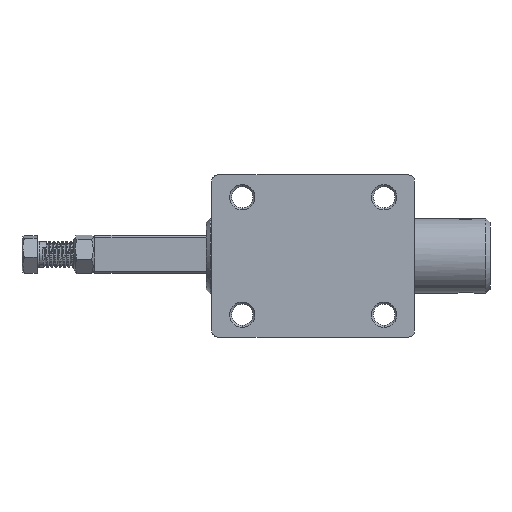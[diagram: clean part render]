
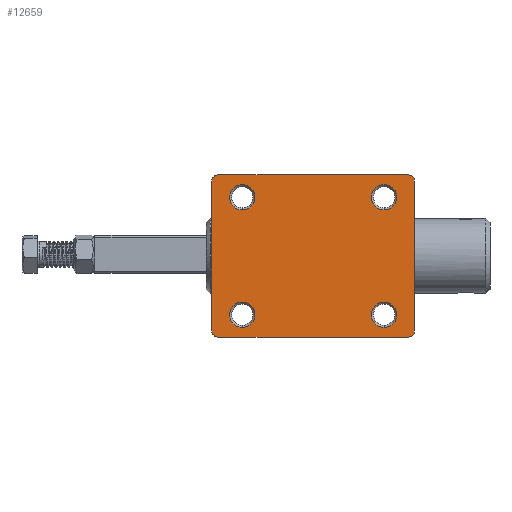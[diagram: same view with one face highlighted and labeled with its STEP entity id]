
A CAD part, front view. The second image highlights one B-rep face of the part: STEP entity #12659.
In plain terms, the highlighted planar face has unit normal (0, -1, 0).
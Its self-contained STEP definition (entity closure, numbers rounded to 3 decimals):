
#862 = DIRECTION ( 'NONE',  ( -1., 0., 0. ) ) ;
#877 = DIRECTION ( 'NONE',  ( 0., 1., 0. ) ) ;
#1452 = DIRECTION ( 'NONE',  ( 0., 1., 0. ) ) ;
#1588 = EDGE_CURVE ( 'NONE', #29694, #9886, #11489, .T. ) ;
#1954 = AXIS2_PLACEMENT_3D ( 'NONE', #33321, #5320, #37964 ) ;
#2352 = DIRECTION ( 'NONE',  ( 0., -1., 0. ) ) ;
#2676 = AXIS2_PLACEMENT_3D ( 'NONE', #13624, #46193, #18365 ) ;
#3217 = VERTEX_POINT ( 'NONE', #44290 ) ;
#3333 = FACE_BOUND ( 'NONE', #22819, .T. ) ;
#4173 = DIRECTION ( 'NONE',  ( 0., -1., 0. ) ) ;
#4841 = VERTEX_POINT ( 'NONE', #5767 ) ;
#5320 = DIRECTION ( 'NONE',  ( 0., 1., 0. ) ) ;
#5767 = CARTESIAN_POINT ( 'NONE',  ( -53.179, -29.241, -22.75 ) ) ;
#6213 = EDGE_CURVE ( 'NONE', #59423, #36556, #30896, .T. ) ;
#6225 = EDGE_CURVE ( 'NONE', #56609, #4841, #7473, .T. ) ;
#6362 = VERTEX_POINT ( 'NONE', #52010 ) ;
#7473 = CIRCLE ( 'NONE', #2676, 6.25 ) ;
#8088 = CIRCLE ( 'NONE', #58655, 6.25 ) ;
#8286 = CIRCLE ( 'NONE', #38468, 3. ) ;
#8435 = ORIENTED_EDGE ( 'NONE', *, *, #34161, .T. ) ;
#8485 = EDGE_CURVE ( 'NONE', #9886, #29694, #34285, .T. ) ;
#8537 = VERTEX_POINT ( 'NONE', #37757 ) ;
#8808 = DIRECTION ( 'NONE',  ( 0., 1., 0. ) ) ;
#8819 = DIRECTION ( 'NONE',  ( 0., 1., 0. ) ) ;
#9046 = VERTEX_POINT ( 'NONE', #55703 ) ;
#9449 = CARTESIAN_POINT ( 'NONE',  ( 28.821, -29.241, 40. ) ) ;
#9534 = CARTESIAN_POINT ( 'NONE',  ( 31.821, -29.241, 0. ) ) ;
#9886 = VERTEX_POINT ( 'NONE', #43114 ) ;
#9922 = DIRECTION ( 'NONE',  ( 0., -1., 0. ) ) ;
#10349 = ORIENTED_EDGE ( 'NONE', *, *, #58979, .T. ) ;
#10431 = CARTESIAN_POINT ( 'NONE',  ( -68.179, -29.241, 0. ) ) ;
#10592 = DIRECTION ( 'NONE',  ( 0., 1., 0. ) ) ;
#10873 = AXIS2_PLACEMENT_3D ( 'NONE', #46754, #18934, #51357 ) ;
#11129 = VECTOR ( 'NONE', #43046, 1000. ) ;
#11489 = CIRCLE ( 'NONE', #21041, 6.25 ) ;
#12644 = CARTESIAN_POINT ( 'NONE',  ( 28.821, -29.241, -40. ) ) ;
#12659 = ADVANCED_FACE ( 'NONE', ( #39084, #40537, #3333, #51383, #26794 ), #23702, .T. ) ;
#13263 = VERTEX_POINT ( 'NONE', #9449 ) ;
#13352 = CARTESIAN_POINT ( 'NONE',  ( -53.179, -29.241, -35.25 ) ) ;
#13438 = CARTESIAN_POINT ( 'NONE',  ( 31.821, -29.241, 37. ) ) ;
#13624 = CARTESIAN_POINT ( 'NONE',  ( -53.179, -29.241, -29. ) ) ;
#14644 = DIRECTION ( 'NONE',  ( 0., 0., 1. ) ) ;
#14729 = LINE ( 'NONE', #33561, #25774 ) ;
#15019 = EDGE_CURVE ( 'NONE', #50109, #9046, #8286, .T. ) ;
#15522 = VERTEX_POINT ( 'NONE', #60164 ) ;
#16830 = CARTESIAN_POINT ( 'NONE',  ( -65.179, -29.241, -40. ) ) ;
#17964 = VERTEX_POINT ( 'NONE', #49448 ) ;
#18144 = DIRECTION ( 'NONE',  ( 0., 1., 0. ) ) ;
#18365 = DIRECTION ( 'NONE',  ( 0., 0., -1. ) ) ;
#18934 = DIRECTION ( 'NONE',  ( 0., 1., 0. ) ) ;
#18973 = EDGE_LOOP ( 'NONE', ( #8435, #59885, #23983, #10349, #32901, #47651, #57646, #56135 ) ) ;
#19994 = VERTEX_POINT ( 'NONE', #13438 ) ;
#20019 = ORIENTED_EDGE ( 'NONE', *, *, #41316, .T. ) ;
#20817 = EDGE_CURVE ( 'NONE', #8537, #15522, #47740, .T. ) ;
#21041 = AXIS2_PLACEMENT_3D ( 'NONE', #51535, #51746, #50426 ) ;
#21876 = ORIENTED_EDGE ( 'NONE', *, *, #20817, .T. ) ;
#21903 = ORIENTED_EDGE ( 'NONE', *, *, #8485, .T. ) ;
#22107 = VECTOR ( 'NONE', #59212, 1000. ) ;
#22819 = EDGE_LOOP ( 'NONE', ( #28284, #21876 ) ) ;
#23702 = PLANE ( 'NONE',  #58981 ) ;
#23983 = ORIENTED_EDGE ( 'NONE', *, *, #53926, .T. ) ;
#24098 = EDGE_LOOP ( 'NONE', ( #25821, #21903 ) ) ;
#25774 = VECTOR ( 'NONE', #862, 1000. ) ;
#25821 = ORIENTED_EDGE ( 'NONE', *, *, #1588, .T. ) ;
#25922 = EDGE_CURVE ( 'NONE', #15522, #8537, #8088, .T. ) ;
#26794 = FACE_OUTER_BOUND ( 'NONE', #18973, .T. ) ;
#27101 = CIRCLE ( 'NONE', #32980, 3. ) ;
#28284 = ORIENTED_EDGE ( 'NONE', *, *, #25922, .T. ) ;
#28912 = CARTESIAN_POINT ( 'NONE',  ( 28.821, -29.241, -37. ) ) ;
#29470 = CARTESIAN_POINT ( 'NONE',  ( -53.179, -29.241, -29. ) ) ;
#29694 = VERTEX_POINT ( 'NONE', #52070 ) ;
#30371 = CARTESIAN_POINT ( 'NONE',  ( 28.821, -29.241, 37. ) ) ;
#30896 = CIRCLE ( 'NONE', #53759, 6.25 ) ;
#32209 = CARTESIAN_POINT ( 'NONE',  ( -65.179, -29.241, 37. ) ) ;
#32438 = AXIS2_PLACEMENT_3D ( 'NONE', #32209, #4173, #36840 ) ;
#32817 = EDGE_CURVE ( 'NONE', #13263, #17964, #14729, .T. ) ;
#32901 = ORIENTED_EDGE ( 'NONE', *, *, #15019, .F. ) ;
#32980 = AXIS2_PLACEMENT_3D ( 'NONE', #30371, #2352, #35034 ) ;
#33235 = EDGE_CURVE ( 'NONE', #50109, #50796, #34422, .T. ) ;
#33321 = CARTESIAN_POINT ( 'NONE',  ( 16.821, -29.241, 29. ) ) ;
#33561 = CARTESIAN_POINT ( 'NONE',  ( -18.179, -29.241, 40. ) ) ;
#33569 = DIRECTION ( 'NONE',  ( 0., 0., -1. ) ) ;
#34118 = DIRECTION ( 'NONE',  ( 0., 0., -1. ) ) ;
#34161 = EDGE_CURVE ( 'NONE', #19994, #13263, #27101, .T. ) ;
#34285 = CIRCLE ( 'NONE', #1954, 6.25 ) ;
#34422 = LINE ( 'NONE', #49894, #22107 ) ;
#35034 = DIRECTION ( 'NONE',  ( 0., 0., -1. ) ) ;
#36556 = VERTEX_POINT ( 'NONE', #55523 ) ;
#36750 = CARTESIAN_POINT ( 'NONE',  ( -53.179, -29.241, 29. ) ) ;
#36756 = CARTESIAN_POINT ( 'NONE',  ( -65.179, -29.241, -37. ) ) ;
#36840 = DIRECTION ( 'NONE',  ( 0., 0., -1. ) ) ;
#37213 = EDGE_LOOP ( 'NONE', ( #20019, #47562 ) ) ;
#37598 = EDGE_CURVE ( 'NONE', #3217, #50796, #54321, .T. ) ;
#37757 = CARTESIAN_POINT ( 'NONE',  ( -53.179, -29.241, 35.25 ) ) ;
#37853 = CARTESIAN_POINT ( 'NONE',  ( -65.179, -29.241, 37. ) ) ;
#37964 = DIRECTION ( 'NONE',  ( 0., 0., -1. ) ) ;
#37980 = CIRCLE ( 'NONE', #32438, 3. ) ;
#38088 = AXIS2_PLACEMENT_3D ( 'NONE', #28912, #877, #33569 ) ;
#38468 = AXIS2_PLACEMENT_3D ( 'NONE', #36756, #8819, #41402 ) ;
#38498 = CARTESIAN_POINT ( 'NONE',  ( -53.179, -29.241, 29. ) ) ;
#39084 = FACE_BOUND ( 'NONE', #37213, .T. ) ;
#39479 = AXIS2_PLACEMENT_3D ( 'NONE', #38498, #10592, #43204 ) ;
#39789 = VECTOR ( 'NONE', #14644, 1000. ) ;
#40537 = FACE_BOUND ( 'NONE', #41793, .T. ) ;
#40836 = CIRCLE ( 'NONE', #10873, 6.25 ) ;
#41316 = EDGE_CURVE ( 'NONE', #36556, #59423, #40836, .T. ) ;
#41393 = DIRECTION ( 'NONE',  ( 0., 0., -1. ) ) ;
#41402 = DIRECTION ( 'NONE',  ( 0., 0., -1. ) ) ;
#41793 = EDGE_LOOP ( 'NONE', ( #53303, #54974 ) ) ;
#42507 = DIRECTION ( 'NONE',  ( 0., 0., -1. ) ) ;
#43046 = DIRECTION ( 'NONE',  ( 0., 0., -1. ) ) ;
#43114 = CARTESIAN_POINT ( 'NONE',  ( 16.821, -29.241, 35.25 ) ) ;
#43204 = DIRECTION ( 'NONE',  ( 0., 0., -1. ) ) ;
#43938 = CIRCLE ( 'NONE', #44251, 6.25 ) ;
#44251 = AXIS2_PLACEMENT_3D ( 'NONE', #29470, #1452, #34118 ) ;
#44290 = CARTESIAN_POINT ( 'NONE',  ( 31.821, -29.241, -37. ) ) ;
#45235 = EDGE_CURVE ( 'NONE', #3217, #19994, #52097, .T. ) ;
#45631 = CARTESIAN_POINT ( 'NONE',  ( 16.821, -29.241, -22.75 ) ) ;
#46004 = CARTESIAN_POINT ( 'NONE',  ( 16.821, -29.241, -29. ) ) ;
#46193 = DIRECTION ( 'NONE',  ( 0., 1., 0. ) ) ;
#46754 = CARTESIAN_POINT ( 'NONE',  ( 16.821, -29.241, -29. ) ) ;
#47562 = ORIENTED_EDGE ( 'NONE', *, *, #6213, .T. ) ;
#47651 = ORIENTED_EDGE ( 'NONE', *, *, #33235, .T. ) ;
#47740 = CIRCLE ( 'NONE', #39479, 6.25 ) ;
#49448 = CARTESIAN_POINT ( 'NONE',  ( -65.179, -29.241, 40. ) ) ;
#49894 = CARTESIAN_POINT ( 'NONE',  ( -65.179, -29.241, -40. ) ) ;
#50109 = VERTEX_POINT ( 'NONE', #16830 ) ;
#50426 = DIRECTION ( 'NONE',  ( 0., 0., -1. ) ) ;
#50600 = DIRECTION ( 'NONE',  ( 0., 0., -1. ) ) ;
#50796 = VERTEX_POINT ( 'NONE', #12644 ) ;
#51357 = DIRECTION ( 'NONE',  ( 0., 0., -1. ) ) ;
#51383 = FACE_BOUND ( 'NONE', #24098, .T. ) ;
#51535 = CARTESIAN_POINT ( 'NONE',  ( 16.821, -29.241, 29. ) ) ;
#51746 = DIRECTION ( 'NONE',  ( 0., 1., 0. ) ) ;
#52010 = CARTESIAN_POINT ( 'NONE',  ( -68.179, -29.241, 37. ) ) ;
#52070 = CARTESIAN_POINT ( 'NONE',  ( 16.821, -29.241, 22.75 ) ) ;
#52097 = LINE ( 'NONE', #9534, #39789 ) ;
#53303 = ORIENTED_EDGE ( 'NONE', *, *, #6225, .T. ) ;
#53759 = AXIS2_PLACEMENT_3D ( 'NONE', #46004, #18144, #50600 ) ;
#53926 = EDGE_CURVE ( 'NONE', #17964, #6362, #37980, .T. ) ;
#54321 = CIRCLE ( 'NONE', #38088, 3. ) ;
#54974 = ORIENTED_EDGE ( 'NONE', *, *, #59056, .T. ) ;
#55523 = CARTESIAN_POINT ( 'NONE',  ( 16.821, -29.241, -35.25 ) ) ;
#55703 = CARTESIAN_POINT ( 'NONE',  ( -68.179, -29.241, -37. ) ) ;
#56135 = ORIENTED_EDGE ( 'NONE', *, *, #45235, .T. ) ;
#56609 = VERTEX_POINT ( 'NONE', #13352 ) ;
#57646 = ORIENTED_EDGE ( 'NONE', *, *, #37598, .F. ) ;
#57671 = LINE ( 'NONE', #10431, #11129 ) ;
#58655 = AXIS2_PLACEMENT_3D ( 'NONE', #36750, #8808, #41393 ) ;
#58979 = EDGE_CURVE ( 'NONE', #6362, #9046, #57671, .T. ) ;
#58981 = AXIS2_PLACEMENT_3D ( 'NONE', #37853, #9922, #42507 ) ;
#59056 = EDGE_CURVE ( 'NONE', #4841, #56609, #43938, .T. ) ;
#59212 = DIRECTION ( 'NONE',  ( 1., 0., 0. ) ) ;
#59423 = VERTEX_POINT ( 'NONE', #45631 ) ;
#59885 = ORIENTED_EDGE ( 'NONE', *, *, #32817, .T. ) ;
#60164 = CARTESIAN_POINT ( 'NONE',  ( -53.179, -29.241, 22.75 ) ) ;
